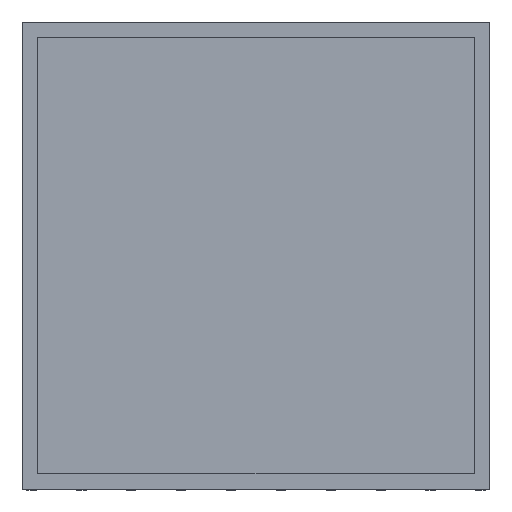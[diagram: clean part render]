
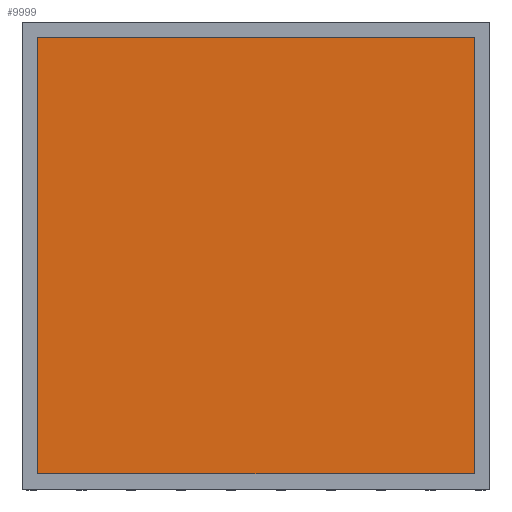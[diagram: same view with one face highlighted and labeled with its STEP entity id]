
A CAD part, top view. The second image highlights one B-rep face of the part: STEP entity #9999.
In plain terms, the highlighted planar face has unit normal (0, 0, 1).
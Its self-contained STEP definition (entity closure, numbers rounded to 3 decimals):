
#357=PLANE('',#11050);
#3711=ORIENTED_EDGE('',*,*,#5161,.F.);
#3712=ORIENTED_EDGE('',*,*,#5170,.F.);
#3713=ORIENTED_EDGE('',*,*,#5167,.F.);
#3714=ORIENTED_EDGE('',*,*,#5164,.F.);
#5161=EDGE_CURVE('',#6133,#6134,#7125,.T.);
#5164=EDGE_CURVE('',#6134,#6136,#7128,.T.);
#5167=EDGE_CURVE('',#6136,#6138,#7131,.T.);
#5170=EDGE_CURVE('',#6138,#6133,#7134,.T.);
#6133=VERTEX_POINT('',#16961);
#6134=VERTEX_POINT('',#16963);
#6136=VERTEX_POINT('',#16969);
#6138=VERTEX_POINT('',#16975);
#7125=LINE('',#16962,#8121);
#7128=LINE('',#16968,#8124);
#7131=LINE('',#16974,#8127);
#7134=LINE('',#16979,#8130);
#8121=VECTOR('',#14006,1000.);
#8124=VECTOR('',#14011,1000.);
#8127=VECTOR('',#14016,1000.);
#8130=VECTOR('',#14021,1000.);
#8687=EDGE_LOOP('',(#3711,#3712,#3713,#3714));
#9245=FACE_BOUND('',#8687,.T.);
#9999=ADVANCED_FACE('',(#9245),#357,.F.);
#11050=AXIS2_PLACEMENT_3D('',#16980,#14022,#14023);
#14006=DIRECTION('',(0.,-1.,0.));
#14011=DIRECTION('',(-1.,0.,0.));
#14016=DIRECTION('',(0.,1.,0.));
#14021=DIRECTION('',(1.,0.,0.));
#14022=DIRECTION('',(0.,0.,-1.));
#14023=DIRECTION('',(-1.,0.,0.));
#16961=CARTESIAN_POINT('',(14.,14.,0.08));
#16962=CARTESIAN_POINT('',(14.,14.,0.08));
#16963=CARTESIAN_POINT('',(14.,-14.,0.08));
#16968=CARTESIAN_POINT('',(14.,-14.,0.08));
#16969=CARTESIAN_POINT('',(-14.,-14.,0.08));
#16974=CARTESIAN_POINT('',(-14.,-14.,0.08));
#16975=CARTESIAN_POINT('',(-14.,14.,0.08));
#16979=CARTESIAN_POINT('',(-14.,14.,0.08));
#16980=CARTESIAN_POINT('',(0.,0.,0.08));
